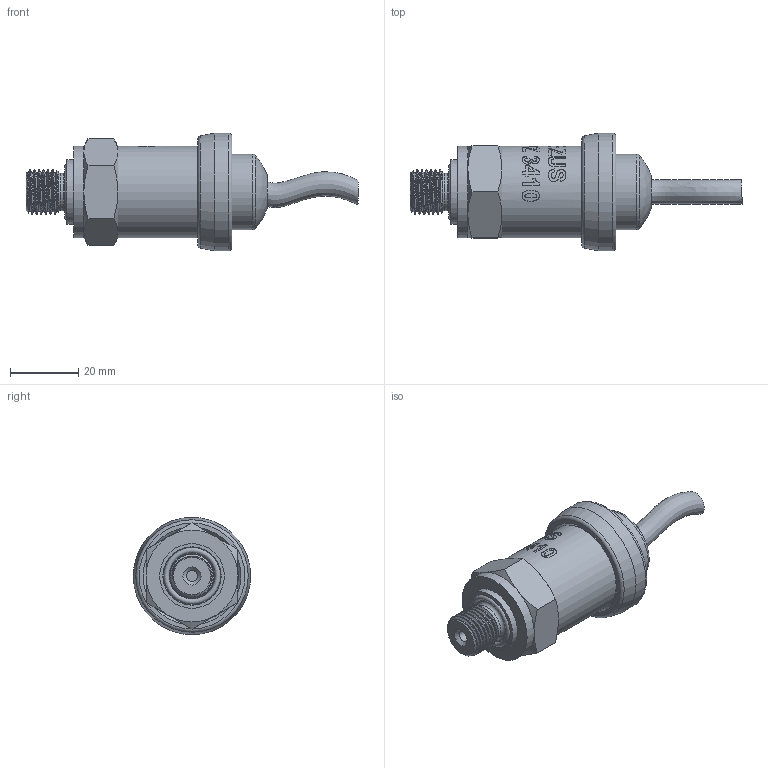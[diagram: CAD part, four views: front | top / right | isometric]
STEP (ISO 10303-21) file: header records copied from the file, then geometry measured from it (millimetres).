
FILE_DESCRIPTION(/* description */ (''),/* implementation_level */ '2;1');
FILE_NAME(/* name */ 'APZ3410_5_StainlessSteelCableGland.step',/* time_stamp */ '2021-06-17T12:51:05+03:00',/* author */ (''),/* organization */ (''),/* preprocessor_version */ 'ST-DEVELOPER v18.1',/* originating_system */ 'Autodesk Translation Framework v10.9.0.1377',/* authorisation */ '');
FILE_SCHEMA (('AUTOMOTIVE_DESIGN { 1 0 10303 214 3 1 1 }'));
Length unit declared in the file: millimetre
Products named in the file (6): APZ3410_x_y; Stainless steel cable gland assembly v4; wire; Stainless steel cable gland v2; Stainless steel cable gland nut v3; G 1/4 DIN
Assembly tree (5 placements, depth 3):
  APZ3410_x_y
    Stainless steel cable gland assembly v4
      wire
      Stainless steel cable gland v2
      Stainless steel cable gland nut v3
    G 1/4 DIN
Bounding box: 97.53 x 34.5 x 34.5 mm (x, y, z)
Volume: 36418.2 mm3; surface area: 12911.7 mm2
Topology: 5 solids, 5 shells, 368 faces, 967 edges, 637 vertices
Faces by surface type: bspline 228, cylinder 64, plane 38, cone 24, torus 13, sphere 1
Full cylindrical faces by diameter (mm): 3.3 x1, 7.2 x1, 11 x1, 11.445 x6, 13 x1, 13.5 x1, 16.7 x1, 19 x1, 21.4 x1, 22.3 x2, 24.5 x1, 25.132 x4, 25.526 x2, 26.85 x3, 27 x2, 27.208 x3, 27.7 x1, 34.5 x1
Entity records: 21756 total; most frequent: CARTESIAN_POINT 14154, ORIENTED_EDGE 1934, EDGE_CURVE 967, DIRECTION 837, VERTEX_POINT 637, B_SPLINE_CURVE_WITH_KNOTS 524, EDGE_LOOP 402, FACE_OUTER_BOUND 368
